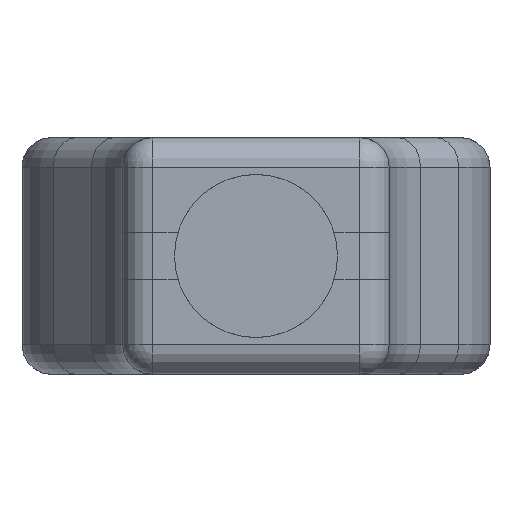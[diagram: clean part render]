
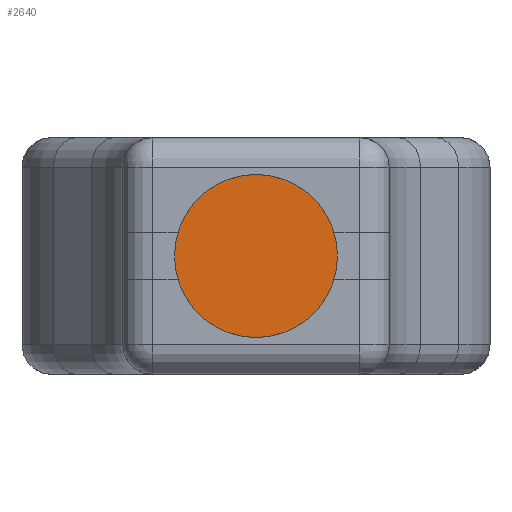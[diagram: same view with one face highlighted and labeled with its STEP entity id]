
A CAD part, front view. The second image highlights one B-rep face of the part: STEP entity #2640.
In plain terms, the highlighted planar face has unit normal (0, -1, 0).
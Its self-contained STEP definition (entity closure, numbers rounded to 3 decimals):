
#1020=FACE_OUTER_BOUND('',#12315,.T.);
#2640=ADVANCED_FACE('',(#1020),#4203,.T.);
#4203=PLANE('',#32881);
#12315=EDGE_LOOP('',(#14640));
#14640=ORIENTED_EDGE('',*,*,#26987,.T.);
#23718=VERTEX_POINT('',#46573);
#26987=EDGE_CURVE('',#23718,#23718,#31515,.T.);
#31515=CIRCLE('',#32879,2.75);
#32879=AXIS2_PLACEMENT_3D('',#46572,#36256,#36257);
#32881=AXIS2_PLACEMENT_3D('',#46575,#36260,#36261);
#36256=DIRECTION('',(0.,-1.,0.));
#36257=DIRECTION('',(1.,0.,0.));
#36260=DIRECTION('',(0.,-1.,0.));
#36261=DIRECTION('',(0.,0.,-1.));
#46572=CARTESIAN_POINT('',(0.,-902.7,0.));
#46573=CARTESIAN_POINT('',(2.75,-902.7,0.));
#46575=CARTESIAN_POINT('',(0.,-902.7,0.));
